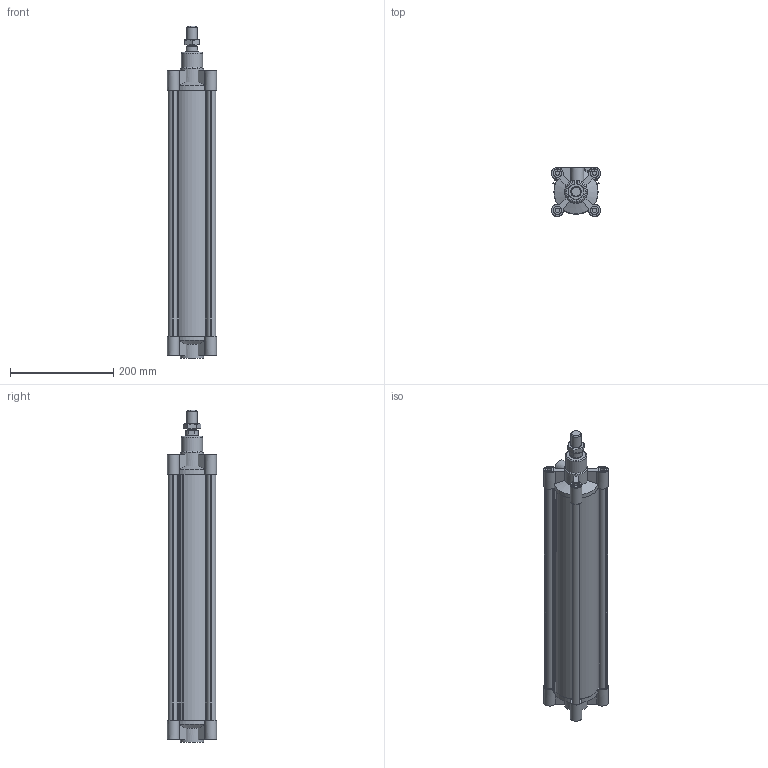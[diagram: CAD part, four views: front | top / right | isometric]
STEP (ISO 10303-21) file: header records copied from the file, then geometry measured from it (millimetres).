
FILE_DESCRIPTION(/* description */ ('Unknown'),/* implementation_level */ '2;1');
FILE_NAME(/* name */ '1391.80.425.01',/* time_stamp */ '2019-05-07T11:50:42-04:00',/* author */ ('Unknown'),/* organization */ ('Unknown'),/* preprocessor_version */ 'ST-DEVELOPER v16.7',/* originating_system */ 'DEX',/* authorisation */ $);
FILE_SCHEMA (('AUTOMOTIVE_DESIGN {1 0 10303 214 3 1 1}'));
Length unit declared in the file: millimetre
Products named in the file (6): 1390_80_XXXX_01; CPL080_004-XXXX; CPL080-001-01; 1320_80_18F; CPL_80_XXXX; CPL080-002-01
Assembly tree (5 placements, depth 2):
  1390_80_XXXX_01
    CPL080_004-XXXX
    CPL080-001-01
    1320_80_18F
    CPL_80_XXXX
    CPL080-002-01
Bounding box: 95 x 95 x 643 mm (x, y, z)
Volume: 1632191.8 mm3; surface area: 573248.6 mm2
Topology: 5 solids, 5 shells, 264 faces, 645 edges, 423 vertices
Faces by surface type: plane 154, cylinder 83, cone 26, torus 1
Full cylindrical faces by diameter (mm): 8.5 x8, 12 x2, 15.2 x2, 16 x8, 16.5 x8, 18 x1, 18.5 x1, 20 x1, 24.5 x1, 25 x2, 41 x1, 45 x2, 80 x4
Entity records: 7663 total; most frequent: CARTESIAN_POINT 1428, DIRECTION 1278, ORIENTED_EDGE 1186, EDGE_CURVE 593, AXIS2_PLACEMENT_3D 471, VERTEX_POINT 419, EDGE_LOOP 358, FACE_BOUND 358
